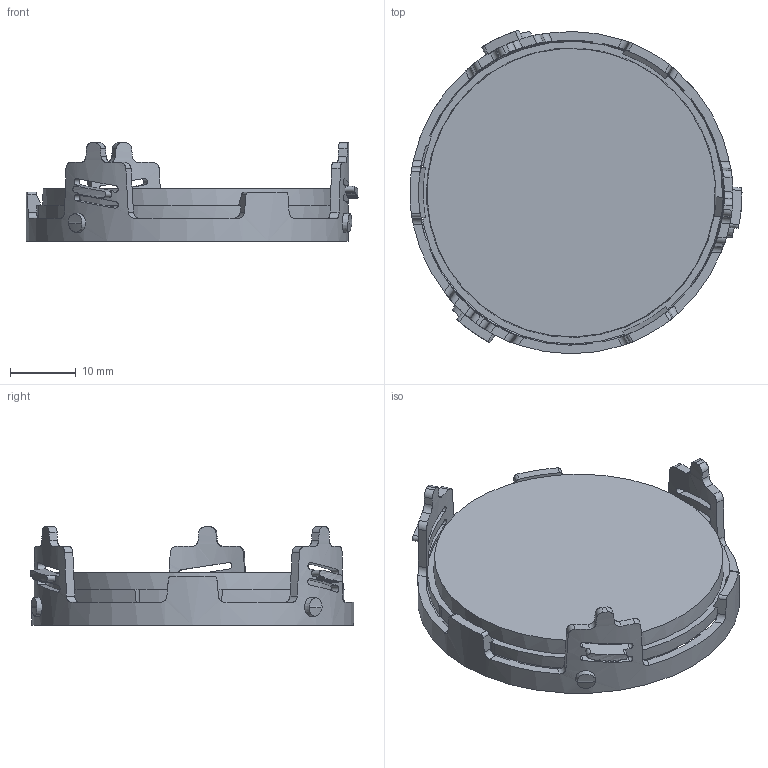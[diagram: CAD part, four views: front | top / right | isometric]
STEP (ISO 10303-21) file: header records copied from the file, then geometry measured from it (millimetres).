
FILE_DESCRIPTION(('STEP AP203'),'1');
FILE_NAME('SET UFO 45 Z.stp','2021-03-03T10:09:30',(' '),(' '),'Spatial InterOp 3D',' ',' ');
FILE_SCHEMA(('CONFIG_CONTROL_DESIGN'));
Length unit declared in the file: millimetre
Products named in the file (3): SET UFO 45; UFO PMMA 45; HOLDER UFO ZOOM 45
Assembly tree (2 placements, depth 2):
  SET UFO 45
    UFO PMMA 45
    HOLDER UFO ZOOM 45
Bounding box: 50.55 x 49.27 x 15 mm (x, y, z)
Volume: 13361.9 mm3; surface area: 7051.1 mm2
Topology: 2 solids, 2 shells, 413 faces, 1192 edges, 794 vertices
Faces by surface type: plane 142, extrusion 132, cylinder 75, cone 58, bspline 6
Entity records: 17298 total; most frequent: CARTESIAN_POINT 7270, ORIENTED_EDGE 2348, DIRECTION 1493, EDGE_CURVE 1174, VERTEX_POINT 785, B_SPLINE_CURVE_WITH_KNOTS 718, VECTOR 503, AXIS2_PLACEMENT_3D 495
